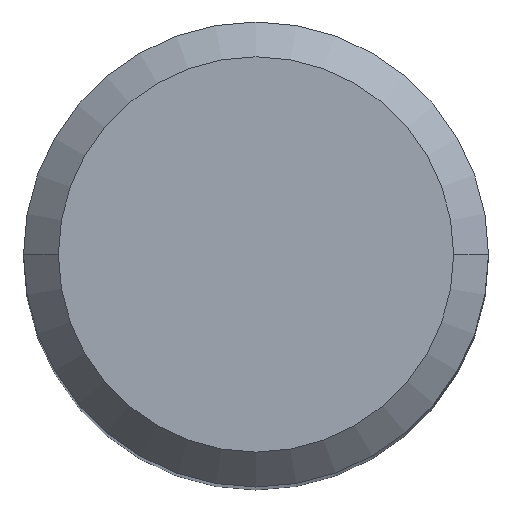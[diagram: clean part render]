
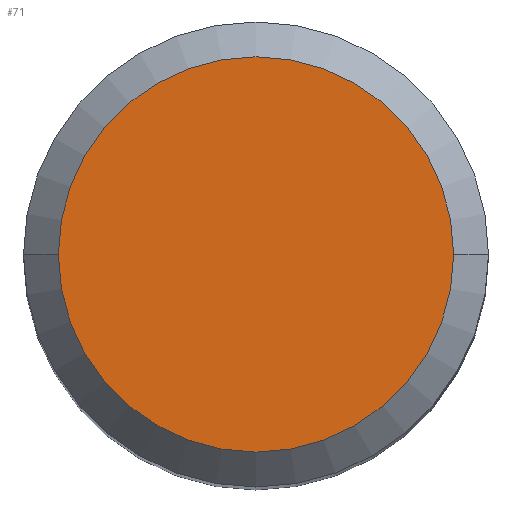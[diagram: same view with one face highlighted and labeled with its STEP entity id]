
A CAD part, top view. The second image highlights one B-rep face of the part: STEP entity #71.
In plain terms, the highlighted planar face has unit normal (0, 0, 1).
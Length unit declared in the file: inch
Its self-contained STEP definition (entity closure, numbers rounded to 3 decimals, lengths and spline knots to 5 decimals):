
#10 = DIRECTION ( 'NONE',  ( -1., 0., 0. ) ) ;
#71 = ADVANCED_FACE ( 'NONE', ( #202 ), #401, .F. ) ;
#92 = EDGE_CURVE ( 'NONE', #402, #203, #409, .T. ) ;
#135 = CARTESIAN_POINT ( 'NONE',  ( 0.23426, 0., 0. ) ) ;
#147 = ORIENTED_EDGE ( 'NONE', *, *, #199, .T. ) ;
#185 = ORIENTED_EDGE ( 'NONE', *, *, #92, .T. ) ;
#199 = EDGE_CURVE ( 'NONE', #203, #402, #361, .T. ) ;
#202 = FACE_OUTER_BOUND ( 'NONE', #357, .T. ) ;
#203 = VERTEX_POINT ( 'NONE', #135 ) ;
#211 = CARTESIAN_POINT ( 'NONE',  ( 0., 0., 0. ) ) ;
#240 = CARTESIAN_POINT ( 'NONE',  ( -0.23426, 0., 0. ) ) ;
#248 = AXIS2_PLACEMENT_3D ( 'NONE', #260, #367, #10 ) ;
#260 = CARTESIAN_POINT ( 'NONE',  ( 0., 0., 0. ) ) ;
#301 = CARTESIAN_POINT ( 'NONE',  ( 0., 0., 0. ) ) ;
#311 = DIRECTION ( 'NONE',  ( 0., 0., 1. ) ) ;
#357 = EDGE_LOOP ( 'NONE', ( #185, #147 ) ) ;
#361 = CIRCLE ( 'NONE', #422, 0.23426 ) ;
#367 = DIRECTION ( 'NONE',  ( 0., 0., -1. ) ) ;
#375 = DIRECTION ( 'NONE',  ( 1., 0., 0. ) ) ;
#378 = DIRECTION ( 'NONE',  ( 0., 0., 1. ) ) ;
#386 = DIRECTION ( 'NONE',  ( 1., 0., 0. ) ) ;
#401 = PLANE ( 'NONE',  #248 ) ;
#402 = VERTEX_POINT ( 'NONE', #240 ) ;
#409 = CIRCLE ( 'NONE', #428, 0.23426 ) ;
#422 = AXIS2_PLACEMENT_3D ( 'NONE', #211, #311, #386 ) ;
#428 = AXIS2_PLACEMENT_3D ( 'NONE', #301, #378, #375 ) ;
